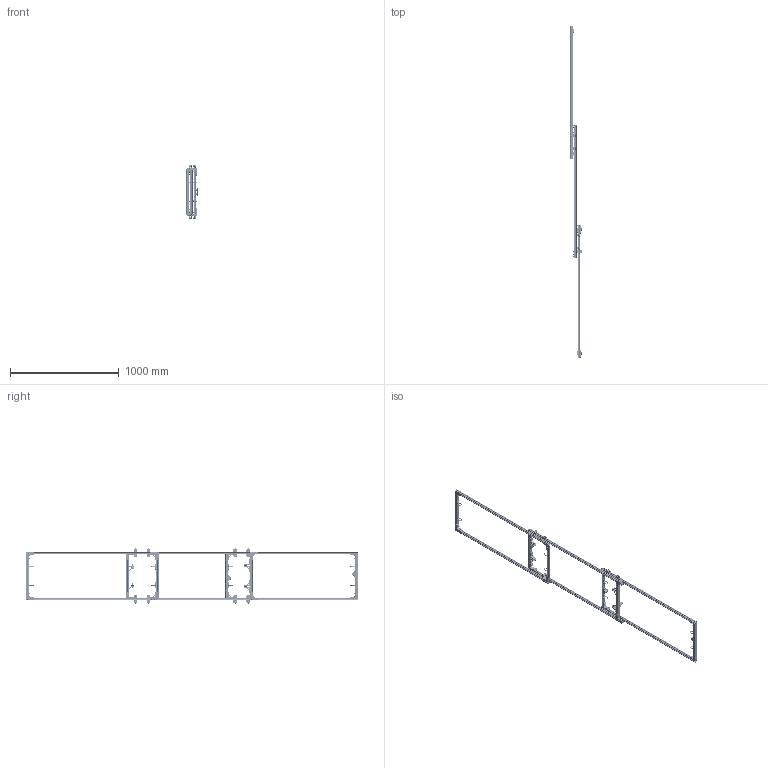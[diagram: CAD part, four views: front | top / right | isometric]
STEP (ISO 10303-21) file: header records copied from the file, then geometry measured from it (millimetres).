
FILE_DESCRIPTION (( 'STEP AP203' ), '1' );
FILE_NAME ('Basic Lift Kit and Add on Kit.STEP', '2018-01-10T15:44:45', ( '' ), ( '' ), 'SwSTEP 2.0', 'SolidWorks 2017', '' );
FILE_SCHEMA (( 'CONFIG_CONTROL_DESIGN' ));
Length unit declared in the file: millimetre
Products named in the file (41): REV-21-1002; #10-32 0.5 Inch Flat-head Socket Cap Screw; Lift verticals A; REV-21-1202-2; Upper and Lower 3rd Stage Assembly; 10-32 0.375 inch Long with Nut Assembly; Lift verticals B; REV-21-1203 Preload Assembly; REV-21-1203 Preload 2 Screws Assembly; Bearing Delrin Spacer; 10-32 0.375 inch Long; 10-32 0.5 inch Long countersunk flat head with Nut Assembly; Bearing block; Lower 1st Stage Assembly_3rd Stage Mod; 10-32 0.5 inch Long with Nut Assembly; 10-32 0.5 inch Long; 3076T350_TIE-DOWN RING; REV-21-1002 Preloaded Assembly; Basic Lift Kit and Add on Kit; Extra nuts; REV-21-1030; REV-21-1031; 1st Stage Assembly; Tie Down Ring; Steel Split Lock Washer  0.375 inch Size; Bearing mounting assembly.SLDPRT; REV-21-1000 Cross member; REV-21-1032; Upper 2nd Stage Assembly_3rd stage modification; Lower 2nd Stage Assembly_3 Stage Lift modifications; 10-32 Slim Nylock Nut; 2nd Stage Assembly; REV-29-1014; REV-21-1029; 93985A309_TYPE 416 SS TIGHT-TOLERANCE SHOULDER SCREW_93985A309; REV-21-1000; REV-21-1203; 10-32 1.5 inch Long; socket button head cap screw_ai_SBHCSCREW 0.25-20x1.125-HX-N; REV-21-1031 Preloaded Assembly ...
Assembly tree (123 placements, depth 7):
  Basic Lift Kit and Add on Kit
    1st Stage Assembly
      Lower 1st Stage Assembly_3rd Stage Mod
        REV-21-1000 Cross member
        REV-21-1002 Preloaded Assembly  x2
          REV-21-1002
          10-32 0.375 inch Long with Nut Assembly
            10-32 0.375 inch Long
            10-32 Slim Nylock Nut
        REV-21-1031 Preloaded Assembly
          REV-21-1031
          93985A309_TYPE 416 SS TIGHT-TOLERANCE SHOULDER SCREW_93985A309
          REV-29-1014
          Steel Split Lock Washer  0.375 inch Size  x2
          10-32 0.5 inch Long with Nut Assembly  x2
            10-32 0.5 inch Long
            10-32 Slim Nylock Nut
        REV-21-1203 Preload Assembly  x2
          REV-21-1203
          10-32 0.5 inch Long with Nut Assembly
            10-32 0.5 inch Long
            10-32 Slim Nylock Nut
        10-32 Slim Nylock Nut  x8
        Extra nuts
          10-32 Slim Nylock Nut  x6
        Tie Down Ring  x2
          3076T350_TIE-DOWN RING
          10-32 0.375 inch Long with Nut Assembly
            10-32 0.375 inch Long
            10-32 Slim Nylock Nut
      REV-21-1000  x2
    2nd Stage Assembly
      Lower 2nd Stage Assembly_3 Stage Lift modifications
        REV-21-1000 Cross member
        REV-21-1002 Preloaded Assembly  x4
          REV-21-1002
          10-32 0.375 inch Long with Nut Assembly
            10-32 0.375 inch Long
            10-32 Slim Nylock Nut
        REV-21-1203 Preload 2 Screws Assembly
          REV-21-1203
          10-32 0.5 inch Long with Nut Assembly  x2
            10-32 0.5 inch Long
            10-32 Slim Nylock Nut
        Bearing mounting assembly.SLDPRT  x2
          REV-21-1203 Preload 2 Screws Assembly
            REV-21-1203
            10-32 0.5 inch Long with Nut Assembly  x2
              10-32 0.5 inch Long
              10-32 Slim Nylock Nut
          10-32 Slim Nylock Nut
          Bearing Delrin Spacer
          REV-29-1014
          10-32 1.5 inch Long
        Extra nuts  x2
          10-32 Slim Nylock Nut
      Lift verticals A
        REV-21-1000
        Bearing block  x2
          REV-21-1032
Bounding box: 119.04 x 3054.81 x 507.77 mm (x, y, z)
Volume: 3269161.9 mm3; surface area: 2940196 mm2
Topology: 531 solids, 531 shells, 14721 faces, 35302 edges, 21927 vertices
Faces by surface type: plane 6282, cylinder 3883, cone 3554, torus 868, bspline 102, sphere 32
Entity records: 40108 total; most frequent: CARTESIAN_POINT 8377, DIRECTION 5519, ORIENTED_EDGE 5204, EDGE_CURVE 2602, AXIS2_PLACEMENT_3D 2036, VERTEX_POINT 1681, LINE 1447, VECTOR 1447
